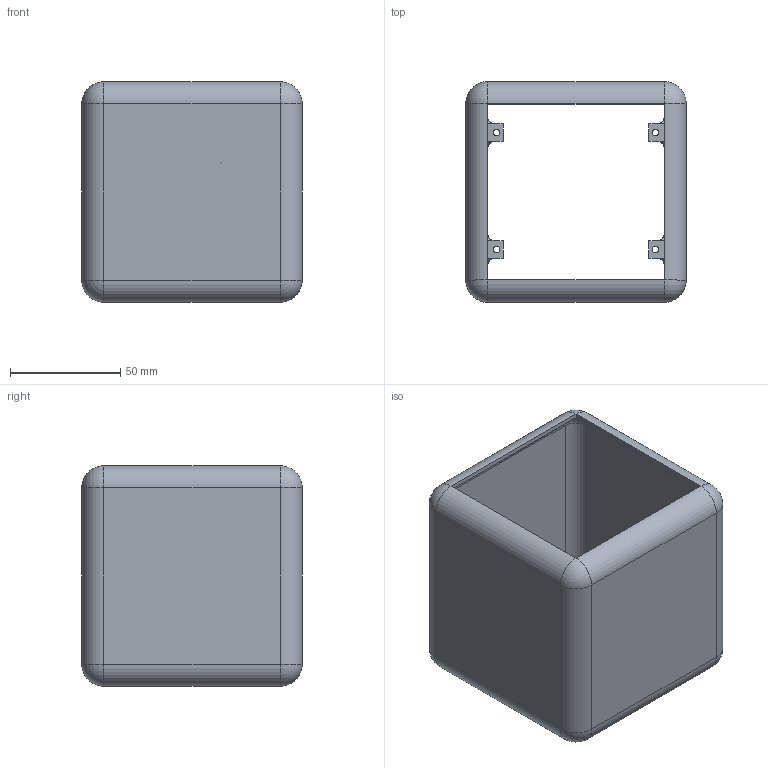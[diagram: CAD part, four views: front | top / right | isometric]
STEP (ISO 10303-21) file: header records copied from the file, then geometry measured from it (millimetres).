
FILE_DESCRIPTION (( 'STEP AP214' ), '1' );
FILE_NAME ('Carcasse.STEP', '2022-12-03T16:23:13', ( '' ), ( '' ), 'SwSTEP 2.0', 'SolidWorks 2021', '' );
FILE_SCHEMA (( 'AUTOMOTIVE_DESIGN' ));
Length unit declared in the file: millimetre
Products named in the file (1): Carcasse
Bounding box: 100 x 100 x 100 mm (x, y, z)
Volume: 119956.3 mm3; surface area: 82159.5 mm2
Topology: 1 solids, 1 shells, 127 faces, 312 edges, 172 vertices
Faces by surface type: cylinder 50, plane 49, sphere 16, torus 12
Entity records: 3832 total; most frequent: CARTESIAN_POINT 892, DIRECTION 624, ORIENTED_EDGE 592, EDGE_CURVE 296, AXIS2_PLACEMENT_3D 232, VERTEX_POINT 172, VECTOR 160, LINE 160
